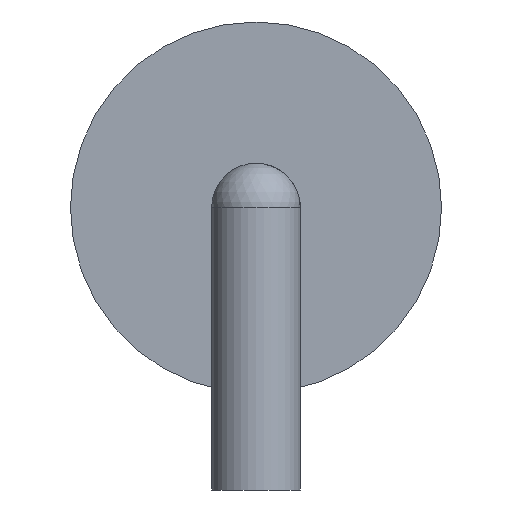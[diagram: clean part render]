
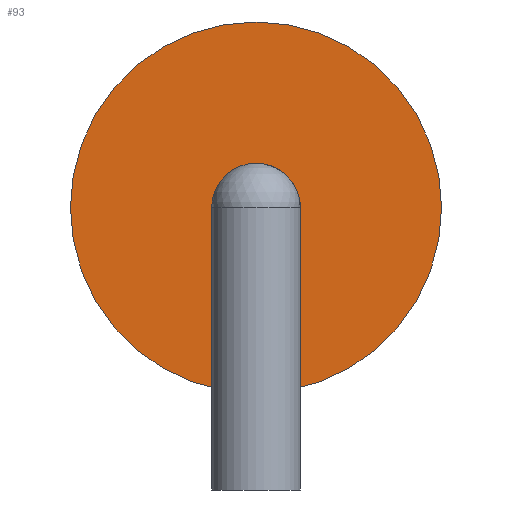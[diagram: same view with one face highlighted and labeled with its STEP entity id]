
A CAD part, left-side view. The second image highlights one B-rep face of the part: STEP entity #93.
In plain terms, the highlighted planar face has unit normal (-1, 0, 0).
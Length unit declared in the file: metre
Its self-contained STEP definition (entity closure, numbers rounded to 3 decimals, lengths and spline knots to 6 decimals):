
#93 = ADVANCED_FACE( '', ( #203 ), #204, .F. );
#99 = EDGE_CURVE( '', #213, #213, #214, .T. );
#203 = FACE_OUTER_BOUND( '', #349, .T. );
#204 = PLANE( '', #350 );
#213 = VERTEX_POINT( '', #361 );
#214 = CIRCLE( '', #362, 0.00115 );
#349 = EDGE_LOOP( '', ( #468 ) );
#350 = AXIS2_PLACEMENT_3D( '', #469, #470, #471 );
#361 = CARTESIAN_POINT( '', ( -0.003, 0., 0.0023 ) );
#362 = AXIS2_PLACEMENT_3D( '', #481, #482, #483 );
#468 = ORIENTED_EDGE( '', *, *, #99, .F. );
#469 = CARTESIAN_POINT( '', ( -0.003, 0., 0.00115 ) );
#470 = DIRECTION( '', ( 1., 0., 0. ) );
#471 = DIRECTION( '', ( 0., 1., 0. ) );
#481 = CARTESIAN_POINT( '', ( -0.003, 0., 0.00115 ) );
#482 = DIRECTION( '', ( 1., 0., 0. ) );
#483 = DIRECTION( '', ( 0., 0., 1. ) );
